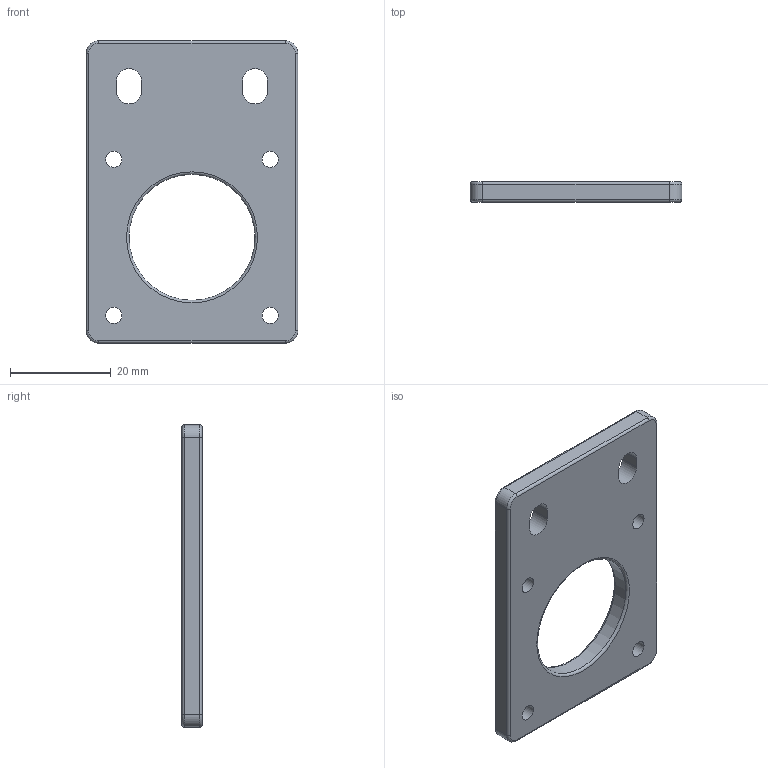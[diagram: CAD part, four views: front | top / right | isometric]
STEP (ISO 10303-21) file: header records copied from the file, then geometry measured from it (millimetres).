
FILE_DESCRIPTION(/* description */ (''),/* implementation_level */ '2;1');
FILE_NAME(/* name */ 'nema_17_mount_plate.step',/* time_stamp */ '2022-02-10T10:12:48+01:00',/* author */ (''),/* organization */ (''),/* preprocessor_version */ 'ST-DEVELOPER v18.1',/* originating_system */ 'Autodesk Translation Framework v10.13.0.1454',/* authorisation */ '');
FILE_SCHEMA (('AUTOMOTIVE_DESIGN { 1 0 10303 214 3 1 1 }'));
Length unit declared in the file: millimetre
Products named in the file (1): Nema17MountPlate_4mmSlot
Bounding box: 42 x 4 x 60 mm (x, y, z)
Volume: 7699.4 mm3; surface area: 5176.7 mm2
Topology: 1 solids, 1 shells, 41 faces, 101 edges, 62 vertices
Faces by surface type: cylinder 21, torus 10, plane 10
Full cylindrical faces by diameter (mm): 3.2 x4, 25 x1
Entity records: 1284 total; most frequent: DIRECTION 241, CARTESIAN_POINT 205, ORIENTED_EDGE 202, EDGE_CURVE 101, AXIS2_PLACEMENT_3D 98, VERTEX_POINT 62, CIRCLE 56, EDGE_LOOP 55
